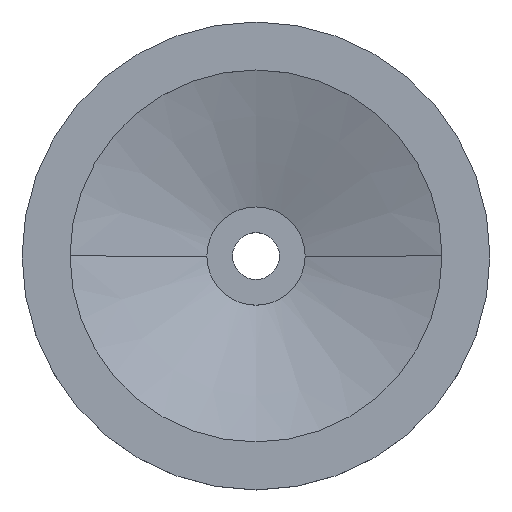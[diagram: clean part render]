
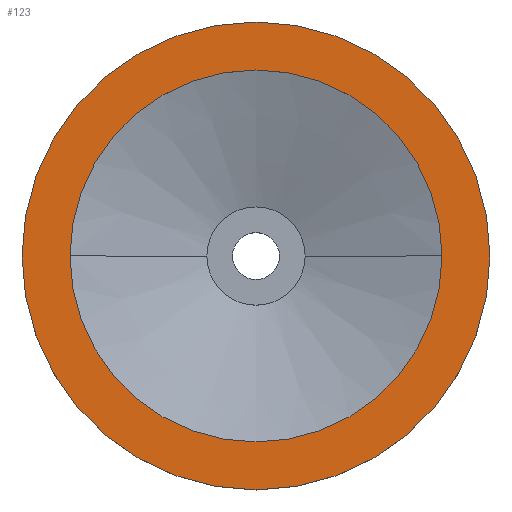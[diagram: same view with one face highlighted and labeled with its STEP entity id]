
A CAD part, top view. The second image highlights one B-rep face of the part: STEP entity #123.
In plain terms, the highlighted planar face has unit normal (0, 0, 1).
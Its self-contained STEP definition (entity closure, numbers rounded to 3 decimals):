
#111=EDGE_CURVE('',#249,#129,#297,.T.);
#123=ADVANCED_FACE('',(#313,#314),#315,.T.);
#129=VERTEX_POINT('',#322);
#147=EDGE_CURVE('',#229,#273,#344,.T.);
#151=EDGE_CURVE('',#129,#249,#348,.T.);
#211=EDGE_CURVE('',#273,#229,#414,.T.);
#229=VERTEX_POINT('',#432);
#249=VERTEX_POINT('',#456);
#273=VERTEX_POINT('',#483);
#297=CIRCLE('',#499,79.5);
#313=FACE_OUTER_BOUND('',#518,.T.);
#314=FACE_BOUND('',#519,.T.);
#315=PLANE('',#520);
#322=CARTESIAN_POINT('',(-79.5,0.,45.0));
#344=CIRCLE('',#555,100.0);
#348=CIRCLE('',#559,79.5);
#414=CIRCLE('',#642,100.0);
#432=CARTESIAN_POINT('',(100.0,0.,45.0));
#456=CARTESIAN_POINT('',(79.5,0.,45.0));
#483=CARTESIAN_POINT('',(-100.0,0.,45.0));
#499=AXIS2_PLACEMENT_3D('',#747,#748,#749);
#518=EDGE_LOOP('',(#779,#780));
#519=EDGE_LOOP('',(#781,#782));
#520=AXIS2_PLACEMENT_3D('',#783,#784,#785);
#555=AXIS2_PLACEMENT_3D('',#836,#837,#838);
#559=AXIS2_PLACEMENT_3D('',#840,#841,#842);
#642=AXIS2_PLACEMENT_3D('',#911,#912,#913);
#747=CARTESIAN_POINT('',(0.,0.,45.0));
#748=DIRECTION('',(-0.0,0.0,-1.0));
#749=DIRECTION('',(-1.0,0.,0.0));
#779=ORIENTED_EDGE('',*,*,#211,.F.);
#780=ORIENTED_EDGE('',*,*,#147,.F.);
#781=ORIENTED_EDGE('',*,*,#151,.T.);
#782=ORIENTED_EDGE('',*,*,#111,.T.);
#783=CARTESIAN_POINT('',(-89.75,0.,45.0));
#784=DIRECTION('',(0.0,0.0,1.0));
#785=DIRECTION('',(-1.0,0.,0.0));
#836=CARTESIAN_POINT('',(0.,0.,45.0));
#837=DIRECTION('',(-0.0,0.0,-1.0));
#838=DIRECTION('',(-1.0,0.,0.0));
#840=CARTESIAN_POINT('',(0.,0.,45.0));
#841=DIRECTION('',(-0.0,0.0,-1.0));
#842=DIRECTION('',(-1.0,0.,0.0));
#911=CARTESIAN_POINT('',(0.,0.,45.0));
#912=DIRECTION('',(-0.0,0.0,-1.0));
#913=DIRECTION('',(-1.0,0.,0.0));
